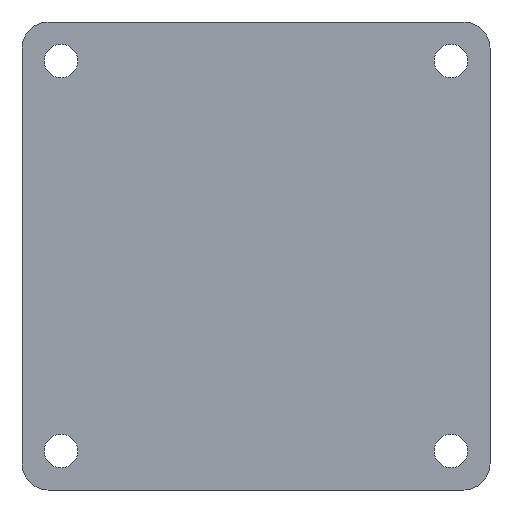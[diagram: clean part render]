
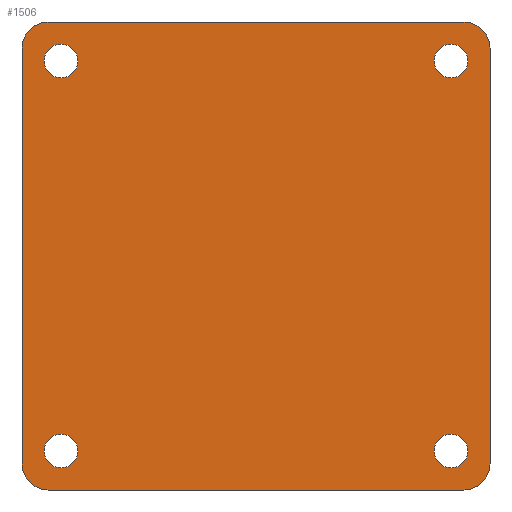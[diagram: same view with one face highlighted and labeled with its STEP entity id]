
A CAD part, front view. The second image highlights one B-rep face of the part: STEP entity #1506.
In plain terms, the highlighted planar face has unit normal (0, -1, 0).
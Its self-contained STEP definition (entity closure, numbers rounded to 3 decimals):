
#57 = CARTESIAN_POINT ( 'NONE',  ( 90., 0., -80. ) ) ;
#60 = EDGE_LOOP ( 'NONE', ( #437, #1866 ) ) ;
#71 = EDGE_CURVE ( 'NONE', #123, #2386, #1457, .T. ) ;
#95 = AXIS2_PLACEMENT_3D ( 'NONE', #735, #1151, #2246 ) ;
#97 = CIRCLE ( 'NONE', #1634, 10. ) ;
#123 = VERTEX_POINT ( 'NONE', #253 ) ;
#186 = AXIS2_PLACEMENT_3D ( 'NONE', #921, #460, #991 ) ;
#193 = VERTEX_POINT ( 'NONE', #57 ) ;
#239 = CIRCLE ( 'NONE', #95, 6.5 ) ;
#253 = CARTESIAN_POINT ( 'NONE',  ( 90., 0., 80. ) ) ;
#321 = CARTESIAN_POINT ( 'NONE',  ( -75., 0., 75. ) ) ;
#365 = FACE_BOUND ( 'NONE', #599, .T. ) ;
#372 = AXIS2_PLACEMENT_3D ( 'NONE', #2266, #2427, #2648 ) ;
#394 = ORIENTED_EDGE ( 'NONE', *, *, #1672, .T. ) ;
#419 = ORIENTED_EDGE ( 'NONE', *, *, #1673, .T. ) ;
#425 = AXIS2_PLACEMENT_3D ( 'NONE', #714, #1815, #487 ) ;
#437 = ORIENTED_EDGE ( 'NONE', *, *, #573, .T. ) ;
#439 = DIRECTION ( 'NONE',  ( 0., 1., 0. ) ) ;
#460 = DIRECTION ( 'NONE',  ( 0., -1., 0. ) ) ;
#480 = AXIS2_PLACEMENT_3D ( 'NONE', #2834, #439, #2202 ) ;
#487 = DIRECTION ( 'NONE',  ( 0., 0., 1. ) ) ;
#493 = DIRECTION ( 'NONE',  ( 0., 0., 1. ) ) ;
#496 = DIRECTION ( 'NONE',  ( 1., 0., 0. ) ) ;
#498 = ORIENTED_EDGE ( 'NONE', *, *, #1267, .F. ) ;
#518 = DIRECTION ( 'NONE',  ( 0., 1., 0. ) ) ;
#525 = DIRECTION ( 'NONE',  ( 0., 0., 1. ) ) ;
#541 = LINE ( 'NONE', #808, #2275 ) ;
#565 = VECTOR ( 'NONE', #496, 1000. ) ;
#573 = EDGE_CURVE ( 'NONE', #1034, #693, #2264, .T. ) ;
#574 = CARTESIAN_POINT ( 'NONE',  ( 80., 0., 80. ) ) ;
#598 = EDGE_LOOP ( 'NONE', ( #1141, #394 ) ) ;
#599 = EDGE_LOOP ( 'NONE', ( #2381, #1635 ) ) ;
#603 = CIRCLE ( 'NONE', #1732, 6.5 ) ;
#613 = ORIENTED_EDGE ( 'NONE', *, *, #2069, .T. ) ;
#620 = CARTESIAN_POINT ( 'NONE',  ( -90., 0., 90. ) ) ;
#623 = LINE ( 'NONE', #1497, #1211 ) ;
#636 = DIRECTION ( 'NONE',  ( 0., 0., -1. ) ) ;
#658 = EDGE_LOOP ( 'NONE', ( #2243, #2033, #498, #2285, #817, #613, #684, #419 ) ) ;
#683 = CARTESIAN_POINT ( 'NONE',  ( 75., 0., 75. ) ) ;
#684 = ORIENTED_EDGE ( 'NONE', *, *, #1809, .F. ) ;
#690 = VERTEX_POINT ( 'NONE', #920 ) ;
#693 = VERTEX_POINT ( 'NONE', #1551 ) ;
#706 = CIRCLE ( 'NONE', #1668, 6.5 ) ;
#714 = CARTESIAN_POINT ( 'NONE',  ( 75., 0., -75. ) ) ;
#735 = CARTESIAN_POINT ( 'NONE',  ( -75., 0., 75. ) ) ;
#740 = VERTEX_POINT ( 'NONE', #1520 ) ;
#742 = VECTOR ( 'NONE', #822, 1000. ) ;
#762 = FACE_BOUND ( 'NONE', #865, .T. ) ;
#792 = CIRCLE ( 'NONE', #1167, 6.5 ) ;
#808 = CARTESIAN_POINT ( 'NONE',  ( -90., 0., -90. ) ) ;
#816 = CARTESIAN_POINT ( 'NONE',  ( -90., 0., -80. ) ) ;
#817 = ORIENTED_EDGE ( 'NONE', *, *, #1911, .F. ) ;
#822 = DIRECTION ( 'NONE',  ( 0., 0., 1. ) ) ;
#850 = DIRECTION ( 'NONE',  ( 0., 0., 1. ) ) ;
#852 = AXIS2_PLACEMENT_3D ( 'NONE', #1057, #2643, #636 ) ;
#865 = EDGE_LOOP ( 'NONE', ( #891, #2592 ) ) ;
#891 = ORIENTED_EDGE ( 'NONE', *, *, #2775, .T. ) ;
#910 = EDGE_CURVE ( 'NONE', #693, #1034, #706, .T. ) ;
#920 = CARTESIAN_POINT ( 'NONE',  ( -75., 0., 81.5 ) ) ;
#921 = CARTESIAN_POINT ( 'NONE',  ( -80., 0., -80. ) ) ;
#933 = VERTEX_POINT ( 'NONE', #1398 ) ;
#935 = EDGE_CURVE ( 'NONE', #2568, #2604, #1209, .T. ) ;
#991 = DIRECTION ( 'NONE',  ( 0., 0., -1. ) ) ;
#1027 = CIRCLE ( 'NONE', #372, 10. ) ;
#1034 = VERTEX_POINT ( 'NONE', #1683 ) ;
#1057 = CARTESIAN_POINT ( 'NONE',  ( 0., 0., 0. ) ) ;
#1063 = VERTEX_POINT ( 'NONE', #2120 ) ;
#1116 = EDGE_CURVE ( 'NONE', #2604, #2568, #792, .T. ) ;
#1122 = CARTESIAN_POINT ( 'NONE',  ( 75., 0., 68.5 ) ) ;
#1141 = ORIENTED_EDGE ( 'NONE', *, *, #1537, .T. ) ;
#1151 = DIRECTION ( 'NONE',  ( 0., 1., 0. ) ) ;
#1167 = AXIS2_PLACEMENT_3D ( 'NONE', #1293, #1562, #850 ) ;
#1209 = CIRCLE ( 'NONE', #425, 6.5 ) ;
#1211 = VECTOR ( 'NONE', #2421, 1000. ) ;
#1259 = FACE_BOUND ( 'NONE', #598, .T. ) ;
#1267 = EDGE_CURVE ( 'NONE', #2518, #2386, #2685, .T. ) ;
#1272 = LINE ( 'NONE', #620, #742 ) ;
#1275 = FACE_OUTER_BOUND ( 'NONE', #658, .T. ) ;
#1293 = CARTESIAN_POINT ( 'NONE',  ( 75., 0., -75. ) ) ;
#1331 = EDGE_CURVE ( 'NONE', #1063, #690, #239, .T. ) ;
#1364 = CIRCLE ( 'NONE', #480, 6.5 ) ;
#1384 = CARTESIAN_POINT ( 'NONE',  ( -90., 0., 90. ) ) ;
#1398 = CARTESIAN_POINT ( 'NONE',  ( 80., 0., -90. ) ) ;
#1420 = CARTESIAN_POINT ( 'NONE',  ( 75., 0., 81.5 ) ) ;
#1455 = DIRECTION ( 'NONE',  ( 0., 1., 0. ) ) ;
#1457 = CIRCLE ( 'NONE', #2433, 10. ) ;
#1460 = DIRECTION ( 'NONE',  ( 0., -1., 0. ) ) ;
#1476 = DIRECTION ( 'NONE',  ( 0., 0., 1. ) ) ;
#1497 = CARTESIAN_POINT ( 'NONE',  ( 90., 0., 90. ) ) ;
#1506 = ADVANCED_FACE ( 'NONE', ( #762, #365, #1259, #2138, #1275 ), #1558, .T. ) ;
#1508 = EDGE_CURVE ( 'NONE', #123, #193, #623, .T. ) ;
#1520 = CARTESIAN_POINT ( 'NONE',  ( -90., 0., 80. ) ) ;
#1537 = EDGE_CURVE ( 'NONE', #2732, #1727, #1364, .T. ) ;
#1551 = CARTESIAN_POINT ( 'NONE',  ( -75., 0., -81.5 ) ) ;
#1558 = PLANE ( 'NONE',  #852 ) ;
#1562 = DIRECTION ( 'NONE',  ( 0., 1., 0. ) ) ;
#1571 = CARTESIAN_POINT ( 'NONE',  ( 80., 0., -80. ) ) ;
#1627 = CIRCLE ( 'NONE', #186, 10. ) ;
#1634 = AXIS2_PLACEMENT_3D ( 'NONE', #1571, #1796, #2655 ) ;
#1635 = ORIENTED_EDGE ( 'NONE', *, *, #1116, .T. ) ;
#1655 = DIRECTION ( 'NONE',  ( 0., 0., 1. ) ) ;
#1668 = AXIS2_PLACEMENT_3D ( 'NONE', #1850, #2485, #525 ) ;
#1672 = EDGE_CURVE ( 'NONE', #1727, #2732, #603, .T. ) ;
#1673 = EDGE_CURVE ( 'NONE', #933, #193, #97, .T. ) ;
#1675 = CIRCLE ( 'NONE', #2683, 6.5 ) ;
#1683 = CARTESIAN_POINT ( 'NONE',  ( -75., 0., -68.5 ) ) ;
#1727 = VERTEX_POINT ( 'NONE', #1122 ) ;
#1732 = AXIS2_PLACEMENT_3D ( 'NONE', #683, #518, #493 ) ;
#1738 = CARTESIAN_POINT ( 'NONE',  ( -80., 0., 90. ) ) ;
#1780 = VERTEX_POINT ( 'NONE', #2054 ) ;
#1796 = DIRECTION ( 'NONE',  ( 0., -1., 0. ) ) ;
#1809 = EDGE_CURVE ( 'NONE', #933, #1780, #541, .T. ) ;
#1815 = DIRECTION ( 'NONE',  ( 0., 1., 0. ) ) ;
#1850 = CARTESIAN_POINT ( 'NONE',  ( -75., 0., -75. ) ) ;
#1866 = ORIENTED_EDGE ( 'NONE', *, *, #910, .T. ) ;
#1911 = EDGE_CURVE ( 'NONE', #2274, #740, #1272, .T. ) ;
#1938 = CARTESIAN_POINT ( 'NONE',  ( 75., 0., -68.5 ) ) ;
#1953 = CARTESIAN_POINT ( 'NONE',  ( 75., 0., -81.5 ) ) ;
#2033 = ORIENTED_EDGE ( 'NONE', *, *, #71, .T. ) ;
#2054 = CARTESIAN_POINT ( 'NONE',  ( -80., 0., -90. ) ) ;
#2063 = DIRECTION ( 'NONE',  ( -1., 0., 0. ) ) ;
#2069 = EDGE_CURVE ( 'NONE', #2274, #1780, #1627, .T. ) ;
#2073 = DIRECTION ( 'NONE',  ( 0., 0., -1. ) ) ;
#2102 = DIRECTION ( 'NONE',  ( 0., 1., 0. ) ) ;
#2120 = CARTESIAN_POINT ( 'NONE',  ( -75., 0., 68.5 ) ) ;
#2138 = FACE_BOUND ( 'NONE', #60, .T. ) ;
#2202 = DIRECTION ( 'NONE',  ( 0., 0., 1. ) ) ;
#2243 = ORIENTED_EDGE ( 'NONE', *, *, #1508, .F. ) ;
#2246 = DIRECTION ( 'NONE',  ( 0., 0., 1. ) ) ;
#2264 = CIRCLE ( 'NONE', #2358, 6.5 ) ;
#2266 = CARTESIAN_POINT ( 'NONE',  ( -80., 0., 80. ) ) ;
#2274 = VERTEX_POINT ( 'NONE', #816 ) ;
#2275 = VECTOR ( 'NONE', #2063, 1000. ) ;
#2285 = ORIENTED_EDGE ( 'NONE', *, *, #2716, .T. ) ;
#2320 = CARTESIAN_POINT ( 'NONE',  ( -75., 0., -75. ) ) ;
#2358 = AXIS2_PLACEMENT_3D ( 'NONE', #2320, #1455, #1655 ) ;
#2381 = ORIENTED_EDGE ( 'NONE', *, *, #935, .T. ) ;
#2386 = VERTEX_POINT ( 'NONE', #2625 ) ;
#2421 = DIRECTION ( 'NONE',  ( 0., 0., -1. ) ) ;
#2427 = DIRECTION ( 'NONE',  ( 0., -1., 0. ) ) ;
#2433 = AXIS2_PLACEMENT_3D ( 'NONE', #574, #1460, #2073 ) ;
#2485 = DIRECTION ( 'NONE',  ( 0., 1., 0. ) ) ;
#2518 = VERTEX_POINT ( 'NONE', #1738 ) ;
#2568 = VERTEX_POINT ( 'NONE', #1938 ) ;
#2592 = ORIENTED_EDGE ( 'NONE', *, *, #1331, .T. ) ;
#2604 = VERTEX_POINT ( 'NONE', #1953 ) ;
#2625 = CARTESIAN_POINT ( 'NONE',  ( 80., 0., 90. ) ) ;
#2643 = DIRECTION ( 'NONE',  ( 0., -1., 0. ) ) ;
#2648 = DIRECTION ( 'NONE',  ( 0., 0., -1. ) ) ;
#2655 = DIRECTION ( 'NONE',  ( 0., 0., -1. ) ) ;
#2683 = AXIS2_PLACEMENT_3D ( 'NONE', #321, #2102, #1476 ) ;
#2685 = LINE ( 'NONE', #1384, #565 ) ;
#2716 = EDGE_CURVE ( 'NONE', #2518, #740, #1027, .T. ) ;
#2732 = VERTEX_POINT ( 'NONE', #1420 ) ;
#2775 = EDGE_CURVE ( 'NONE', #690, #1063, #1675, .T. ) ;
#2834 = CARTESIAN_POINT ( 'NONE',  ( 75., 0., 75. ) ) ;
